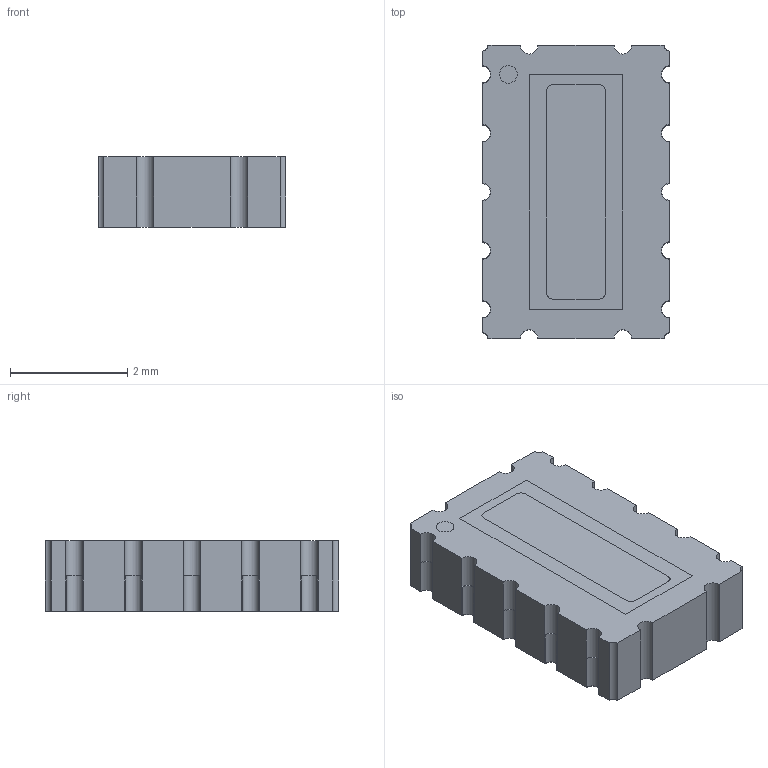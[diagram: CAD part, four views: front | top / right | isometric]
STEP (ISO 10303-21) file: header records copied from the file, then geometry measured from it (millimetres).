
FILE_DESCRIPTION(('FreeCAD Model'),'2;1');
FILE_NAME( 'C016_cp.step', '2020-02-11T11:01:54',('kicad StepUp'),('ksu MCAD'), 'Open CASCADE STEP processor 7.3','FreeCAD','Unknown');
FILE_SCHEMA(('AUTOMOTIVE_DESIGN { 1 0 10303 214 1 1 1 1 }'));
Length unit declared in the file: millimetre
Products named in the file (1): C016_cp
Bounding box: 3.2 x 5 x 1.2 mm (x, y, z)
Volume: 18.6 mm3; surface area: 78.3 mm2
Topology: 14 solids, 14 shells, 172 faces, 426 edges, 284 vertices
Faces by surface type: plane 124, cylinder 48
Full cylindrical faces by diameter (mm): 0.3 x2
Entity records: 6283 total; most frequent: CARTESIAN_POINT 883, DIRECTION 868, ORIENTED_EDGE 852, EDGE_CURVE 426, LINE 330, VECTOR 330, VERTEX_POINT 284, AXIS2_PLACEMENT_3D 269
